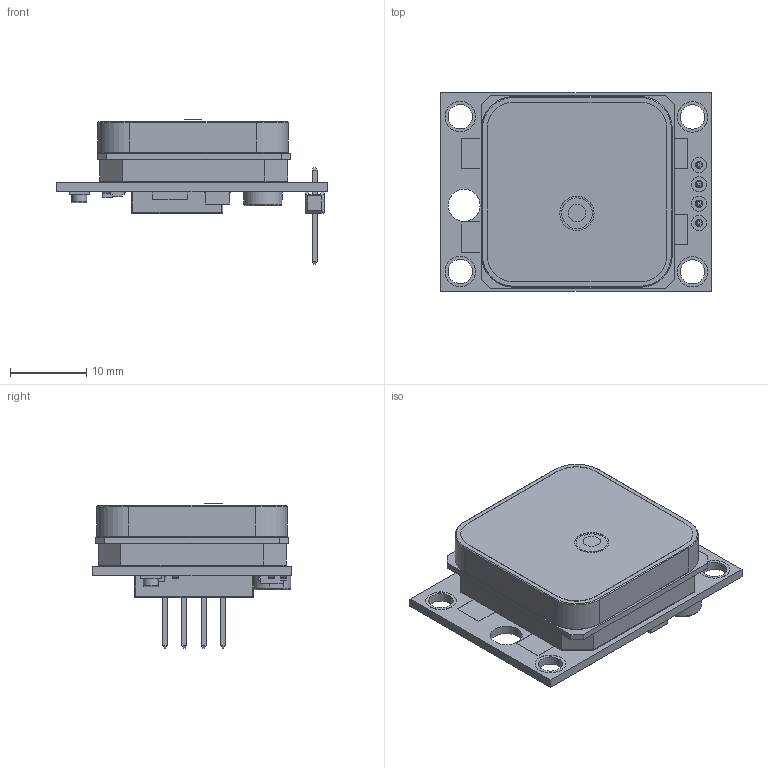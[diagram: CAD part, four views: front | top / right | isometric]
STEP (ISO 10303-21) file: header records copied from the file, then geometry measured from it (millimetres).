
FILE_DESCRIPTION(/* description */ (''),/* implementation_level */ '2;1');
FILE_NAME(/* name */ 'GY-NEO6MV2-withAnt v7.step',/* time_stamp */ '2023-10-21T19:03:42+03:00',/* author */ (''),/* organization */ (''),/* preprocessor_version */ 'ST-DEVELOPER v20',/* originating_system */ 'Autodesk Translation Framework v12.14.0.127',/* authorisation */ '');
FILE_SCHEMA (('AUTOMOTIVE_DESIGN { 1 0 10303 214 3 1 1 }'));
Length unit declared in the file: millimetre
Products named in the file (11): GY-NEO6MV2-withAnt; GPS_ublox_board; Component6; A_GPS_ant v2; GPS_board; Component7; GPS_ant; Component8; GPS_back; Component9; Pin Header 1x4 TH Pitch 2.54mm
Assembly tree (10 placements, depth 4):
  GY-NEO6MV2-withAnt
    GPS_ublox_board
      Component6
    A_GPS_ant v2
      GPS_board
        Component7
      GPS_ant
        Component8
      GPS_back
        Component9
    Pin Header 1x4 TH Pitch 2.54mm
Bounding box: 35.6 x 26.08 x 18.98 mm (x, y, z)
Volume: 4947 mm3; surface area: 7171.2 mm2
Topology: 8 solids, 12 shells, 409 faces, 987 edges, 632 vertices
Faces by surface type: plane 311, cylinder 82, cone 9, sphere 4, torus 2, bspline 1
Full cylindrical faces by diameter (mm): 0.5 x1, 0.96 x4, 1.7 x1, 2 x9, 3.2 x4, 4 x8, 4.2 x1, 4.5 x1, 5 x1
Entity records: 12353 total; most frequent: CARTESIAN_POINT 2072, DIRECTION 2034, ORIENTED_EDGE 1942, EDGE_CURVE 983, LINE 792, VECTOR 792, VERTEX_POINT 632, AXIS2_PLACEMENT_3D 621
